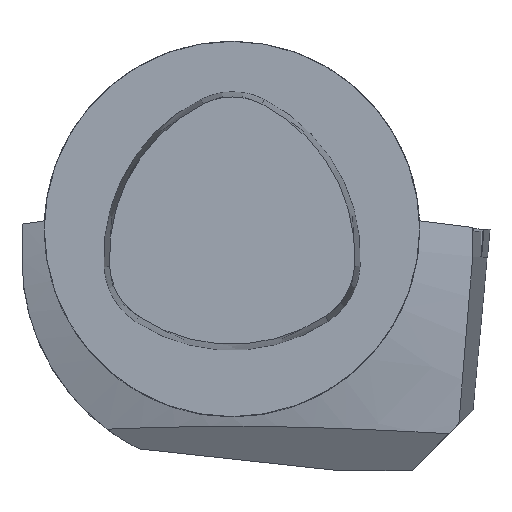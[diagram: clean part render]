
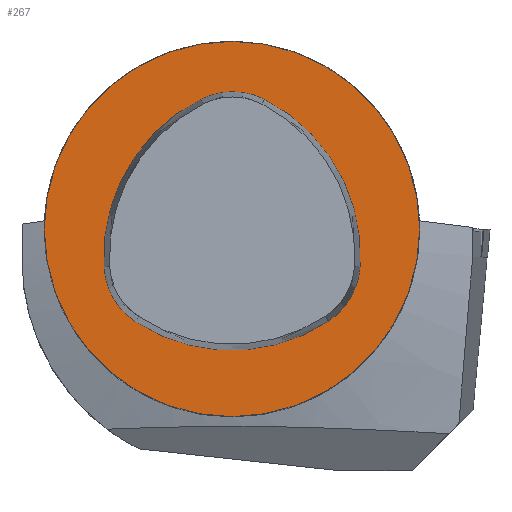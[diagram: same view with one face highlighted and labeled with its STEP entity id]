
A CAD part, top view. The second image highlights one B-rep face of the part: STEP entity #267.
In plain terms, the highlighted planar face has unit normal (0, 0, 1).
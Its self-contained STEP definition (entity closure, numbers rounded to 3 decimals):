
#86=PLANE('',#943);
#267=ADVANCED_FACE('',(#327),#86,.T.);
#327=FACE_OUTER_BOUND('',#382,.T.);
#382=EDGE_LOOP('',(#537));
#420=CIRCLE('',#937,16.);
#537=ORIENTED_EDGE('',*,*,#814,.F.);
#719=VERTEX_POINT('',#1410);
#814=EDGE_CURVE('',#719,#719,#420,.T.);
#937=AXIS2_PLACEMENT_3D('',#1409,#1089,#1090);
#943=AXIS2_PLACEMENT_3D('',#1428,#1105,#1106);
#1089=DIRECTION('',(0.,0.,-1.));
#1090=DIRECTION('',(0.,-1.,0.));
#1105=DIRECTION('',(0.,0.,1.));
#1106=DIRECTION('',(0.,1.,0.));
#1409=CARTESIAN_POINT('',(0.,0.,0.));
#1410=CARTESIAN_POINT('',(0.,-16.,0.));
#1428=CARTESIAN_POINT('',(16.,0.,0.));
